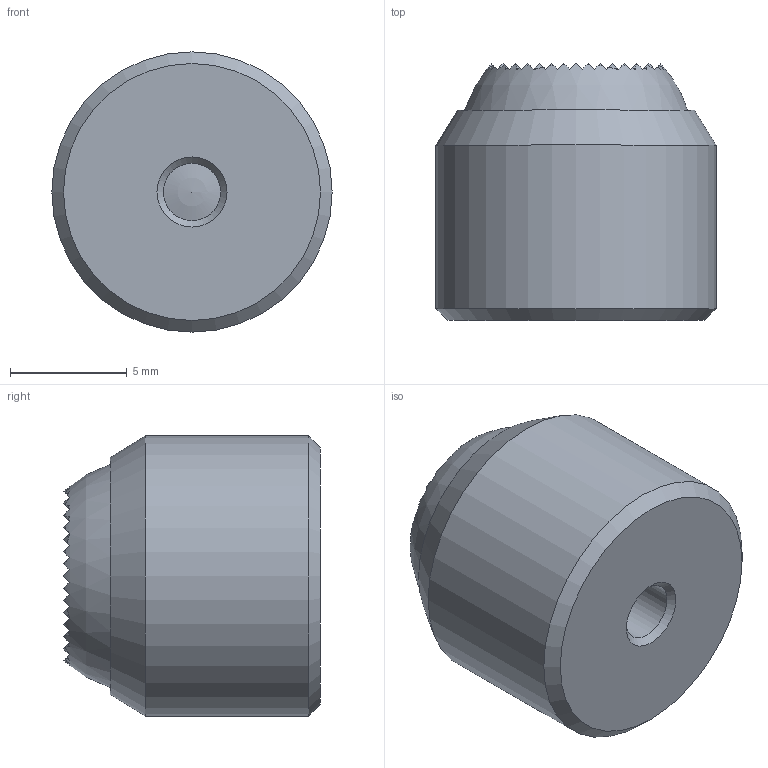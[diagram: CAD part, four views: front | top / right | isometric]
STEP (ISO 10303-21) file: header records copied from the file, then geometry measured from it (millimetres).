
FILE_DESCRIPTION( ( 'STEP AP214' ), '1' );
FILE_NAME( 'K0282.603J_0_.stp', '2020-11-27T12:43:53', ( '' ), ( '' ), ' ', 'PARTsolutions', ' ' );
FILE_SCHEMA( ( 'AUTOMOTIVE_DESIGN { 1 0 10303 214 1 1 1 1 }' ) );
Length unit declared in the file: millimetre
Products named in the file (1): _K0282.603J(0)
Bounding box: 12 x 11 x 12 mm (x, y, z)
Volume: 1085 mm3; surface area: 594.8 mm2
Topology: 1 solids, 1 shells, 721 faces, 1187 edges, 469 vertices
Faces by surface type: plane 714, cone 3, sphere 2, cylinder 2
Full cylindrical faces by diameter (mm): 2.459 x1, 12 x1
Entity records: 20898 total; most frequent: DIRECTION 2776, CARTESIAN_POINT 2364, ORIENTED_EDGE 2352, EDGE_CURVE 1176, LINE 1020, VECTOR 1020, AXIS2_PLACEMENT_3D 878, EDGE_LOOP 729
